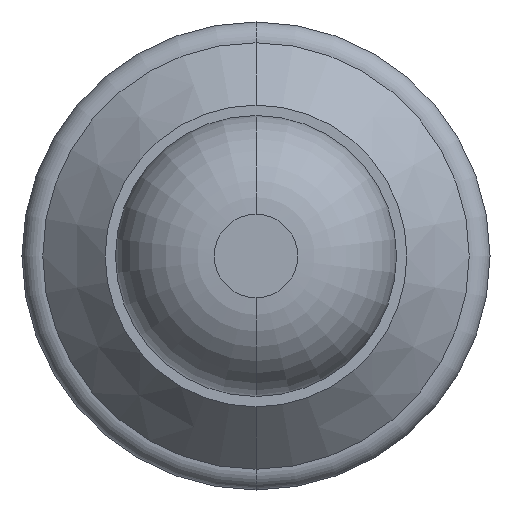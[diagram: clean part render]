
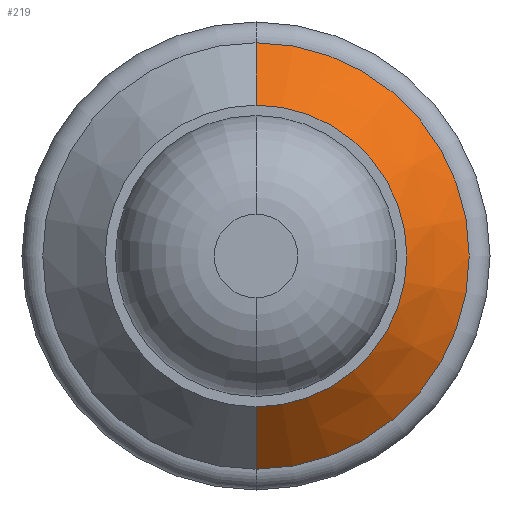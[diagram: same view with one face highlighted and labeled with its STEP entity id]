
A CAD part, front view. The second image highlights one B-rep face of the part: STEP entity #219.
In plain terms, the highlighted conical face has half-angle 45 degrees and reference radius 2.9 mm.
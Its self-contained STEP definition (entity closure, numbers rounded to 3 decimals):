
#12 = AXIS2_PLACEMENT_3D ( 'NONE', #1126, #1227, #933 ) ;
#14 = DIRECTION ( 'NONE',  ( 0., 0.707, 0.707 ) ) ;
#53 = AXIS2_PLACEMENT_3D ( 'NONE', #1152, #581, #1259 ) ;
#137 = CARTESIAN_POINT ( 'NONE',  ( 0., -1.2, 2.9 ) ) ;
#168 = ORIENTED_EDGE ( 'NONE', *, *, #1073, .F. ) ;
#183 = ORIENTED_EDGE ( 'NONE', *, *, #1108, .T. ) ;
#187 = ORIENTED_EDGE ( 'NONE', *, *, #1127, .T. ) ;
#195 = CONICAL_SURFACE ( 'NONE', #12, 2.9, 0.785 ) ;
#213 = ORIENTED_EDGE ( 'NONE', *, *, #1035, .F. ) ;
#219 = ADVANCED_FACE ( 'NONE', ( #501 ), #195, .T. ) ;
#366 = CARTESIAN_POINT ( 'NONE',  ( 0., -1.2, -2.9 ) ) ;
#399 = CARTESIAN_POINT ( 'NONE',  ( 0., 0., 4.1 ) ) ;
#468 = CARTESIAN_POINT ( 'NONE',  ( 0., -1.2, -2.9 ) ) ;
#501 = FACE_OUTER_BOUND ( 'NONE', #1230, .T. ) ;
#568 = DIRECTION ( 'NONE',  ( 0., -1., 0. ) ) ;
#581 = DIRECTION ( 'NONE',  ( 0., -1., 0. ) ) ;
#589 = VERTEX_POINT ( 'NONE', #1177 ) ;
#592 = CIRCLE ( 'NONE', #1018, 4.1 ) ;
#672 = DIRECTION ( 'NONE',  ( 0., 0.707, -0.707 ) ) ;
#692 = VERTEX_POINT ( 'NONE', #399 ) ;
#812 = LINE ( 'NONE', #366, #1134 ) ;
#831 = VECTOR ( 'NONE', #14, 1000. ) ;
#834 = CIRCLE ( 'NONE', #53, 2.9 ) ;
#887 = CARTESIAN_POINT ( 'NONE',  ( 0., 0., -4.1 ) ) ;
#933 = DIRECTION ( 'NONE',  ( 0., 0., 1. ) ) ;
#1018 = AXIS2_PLACEMENT_3D ( 'NONE', #1145, #568, #1248 ) ;
#1035 = EDGE_CURVE ( 'NONE', #589, #692, #1155, .T. ) ;
#1050 = VERTEX_POINT ( 'NONE', #468 ) ;
#1073 = EDGE_CURVE ( 'NONE', #1050, #589, #834, .T. ) ;
#1108 = EDGE_CURVE ( 'NONE', #1050, #1348, #812, .T. ) ;
#1126 = CARTESIAN_POINT ( 'NONE',  ( 0., -1.2, 0. ) ) ;
#1127 = EDGE_CURVE ( 'NONE', #1348, #692, #592, .T. ) ;
#1134 = VECTOR ( 'NONE', #672, 1000. ) ;
#1145 = CARTESIAN_POINT ( 'NONE',  ( 0., 0., 0. ) ) ;
#1152 = CARTESIAN_POINT ( 'NONE',  ( 0., -1.2, 0. ) ) ;
#1155 = LINE ( 'NONE', #137, #831 ) ;
#1177 = CARTESIAN_POINT ( 'NONE',  ( 0., -1.2, 2.9 ) ) ;
#1227 = DIRECTION ( 'NONE',  ( 0., 1., 0. ) ) ;
#1230 = EDGE_LOOP ( 'NONE', ( #168, #183, #187, #213 ) ) ;
#1248 = DIRECTION ( 'NONE',  ( 0., 0., 1. ) ) ;
#1259 = DIRECTION ( 'NONE',  ( 0., 0., -1. ) ) ;
#1348 = VERTEX_POINT ( 'NONE', #887 ) ;
